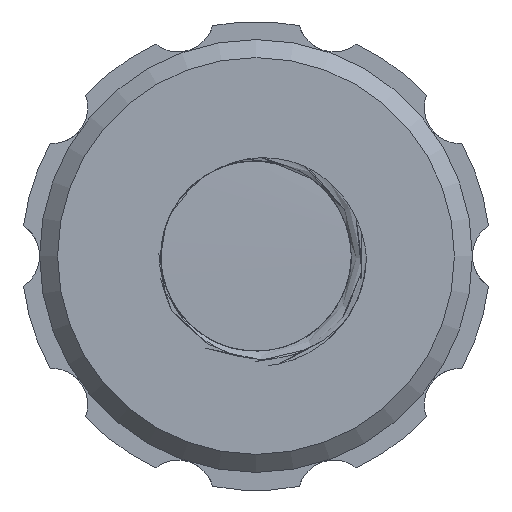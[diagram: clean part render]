
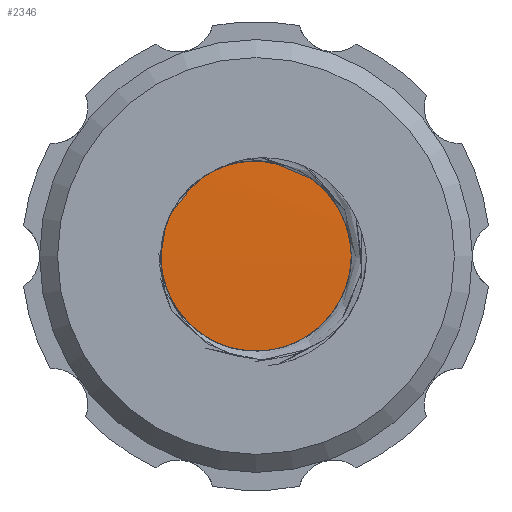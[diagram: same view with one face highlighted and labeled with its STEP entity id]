
A CAD part, left-side view. The second image highlights one B-rep face of the part: STEP entity #2346.
In plain terms, the highlighted cylindrical face has radius 4.963 mm (diameter 9.927 mm), a full revolution.
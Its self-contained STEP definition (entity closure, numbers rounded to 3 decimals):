
#129=FACE_OUTER_BOUND('',#273,.T.);
#273=EDGE_LOOP('',(#1491,#1492,#1493));
#422=B_SPLINE_CURVE_WITH_KNOTS('',3,(#3495,#3496,#3497,#3498,#3499,#3500,
#3501,#3502,#3503,#3504,#3505,#3506,#3507,#3508,#3509,#3510,#3511,#3512,
#3513,#3514,#3515,#3516,#3517,#3518,#3519,#3520,#3521,#3522,#3523,#3524,
#3525,#3526,#3527,#3528),.UNSPECIFIED.,.F.,.F.,(4,3,3,3,3,3,3,3,3,3,3,4),
(27.071,27.467,27.967,28.466,28.966,
29.465,29.965,30.464,30.963,31.962,
32.961,33.354),.UNSPECIFIED.);
#632=LINE('',#3492,#748);
#633=LINE('',#3494,#749);
#748=VECTOR('',#2756,5.);
#749=VECTOR('',#2757,5.);
#874=VERTEX_POINT('',#3490);
#875=VERTEX_POINT('',#3491);
#876=VERTEX_POINT('',#3493);
#1113=EDGE_CURVE('',#874,#875,#632,.T.);
#1114=EDGE_CURVE('',#874,#876,#633,.T.);
#1115=EDGE_CURVE('',#876,#875,#422,.T.);
#1491=ORIENTED_EDGE('',*,*,#1113,.F.);
#1492=ORIENTED_EDGE('',*,*,#1114,.T.);
#1493=ORIENTED_EDGE('',*,*,#1115,.T.);
#2227=CYLINDRICAL_SURFACE('',#2517,4.964);
#2346=ADVANCED_FACE('',(#129),#2227,.T.);
#2517=AXIS2_PLACEMENT_3D('',#3489,#2754,#2755);
#2754=DIRECTION('center_axis',(1.,0.,0.));
#2755=DIRECTION('ref_axis',(0.,1.,0.));
#2756=DIRECTION('',(1.,0.,0.));
#2757=DIRECTION('',(-1.,0.,0.));
#3489=CARTESIAN_POINT('Origin',(11.2,0.,0.));
#3490=CARTESIAN_POINT('',(11.159,-4.964,0.));
#3491=CARTESIAN_POINT('',(11.591,-4.964,0.));
#3492=CARTESIAN_POINT('',(11.2,-4.964,0.));
#3493=CARTESIAN_POINT('',(11.091,-4.964,0.));
#3494=CARTESIAN_POINT('',(11.2,-4.964,0.));
#3495=CARTESIAN_POINT('Ctrl Pts',(11.091,-4.964,0.));
#3496=CARTESIAN_POINT('Ctrl Pts',(11.101,-4.963,-0.656));
#3497=CARTESIAN_POINT('Ctrl Pts',(11.112,-4.832,-1.313));
#3498=CARTESIAN_POINT('Ctrl Pts',(11.122,-4.579,-1.918));
#3499=CARTESIAN_POINT('Ctrl Pts',(11.136,-4.259,-2.68));
#3500=CARTESIAN_POINT('Ctrl Pts',(11.149,-3.746,-3.36));
#3501=CARTESIAN_POINT('Ctrl Pts',(11.162,-3.101,-3.876));
#3502=CARTESIAN_POINT('Ctrl Pts',(11.175,-2.456,-4.392));
#3503=CARTESIAN_POINT('Ctrl Pts',(11.189,-1.68,-4.744));
#3504=CARTESIAN_POINT('Ctrl Pts',(11.202,-0.866,-4.888));
#3505=CARTESIAN_POINT('Ctrl Pts',(11.215,-0.053,
-5.032));
#3506=CARTESIAN_POINT('Ctrl Pts',(11.228,0.798,-4.968));
#3507=CARTESIAN_POINT('Ctrl Pts',(11.242,1.581,-4.705));
#3508=CARTESIAN_POINT('Ctrl Pts',(11.255,2.364,-4.443));
#3509=CARTESIAN_POINT('Ctrl Pts',(11.268,3.079,-3.981));
#3510=CARTESIAN_POINT('Ctrl Pts',(11.281,3.641,-3.374));
#3511=CARTESIAN_POINT('Ctrl Pts',(11.295,4.203,-2.768));
#3512=CARTESIAN_POINT('Ctrl Pts',(11.308,4.611,-2.017));
#3513=CARTESIAN_POINT('Ctrl Pts',(11.321,4.813,-1.217));
#3514=CARTESIAN_POINT('Ctrl Pts',(11.334,5.015,-0.417));
#3515=CARTESIAN_POINT('Ctrl Pts',(11.347,5.01,0.432));
#3516=CARTESIAN_POINT('Ctrl Pts',(11.361,4.806,1.233));
#3517=CARTESIAN_POINT('Ctrl Pts',(11.374,4.601,2.035));
#3518=CARTESIAN_POINT('Ctrl Pts',(11.387,4.197,2.789));
#3519=CARTESIAN_POINT('Ctrl Pts',(11.4,3.633,3.39));
#3520=CARTESIAN_POINT('Ctrl Pts',(11.427,2.504,4.593));
#3521=CARTESIAN_POINT('Ctrl Pts',(11.453,0.734,5.187));
#3522=CARTESIAN_POINT('Ctrl Pts',(11.48,-0.883,4.894));
#3523=CARTESIAN_POINT('Ctrl Pts',(11.506,-2.5,4.6));
#3524=CARTESIAN_POINT('Ctrl Pts',(11.533,-3.964,3.42));
#3525=CARTESIAN_POINT('Ctrl Pts',(11.559,-4.594,1.902));
#3526=CARTESIAN_POINT('Ctrl Pts',(11.57,-4.842,1.305));
#3527=CARTESIAN_POINT('Ctrl Pts',(11.58,-4.961,0.656));
#3528=CARTESIAN_POINT('Ctrl Pts',(11.591,-4.957,0.005));
